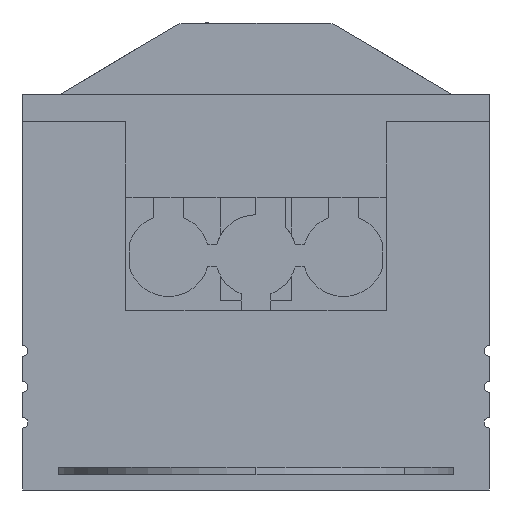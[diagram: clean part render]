
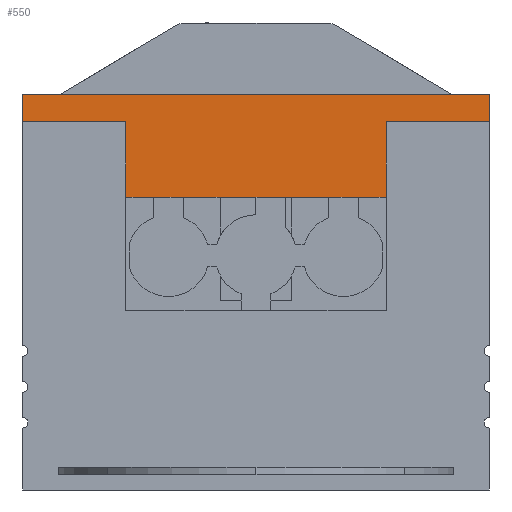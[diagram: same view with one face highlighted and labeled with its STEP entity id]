
A CAD part, left-side view. The second image highlights one B-rep face of the part: STEP entity #550.
In plain terms, the highlighted planar face has unit normal (-1, 0, 0).
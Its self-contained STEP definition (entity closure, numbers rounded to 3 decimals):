
#362 = DIRECTION ( 'NONE',  ( 0., -1., 0. ) ) ;
#497 = VECTOR ( 'NONE', #362, 1000. ) ;
#550 = ADVANCED_FACE ( 'NONE', ( #8280 ), #11012, .T. ) ;
#835 = VERTEX_POINT ( 'NONE', #1826 ) ;
#1080 = DIRECTION ( 'NONE',  ( 0., 0., 1. ) ) ;
#1112 = CARTESIAN_POINT ( 'NONE',  ( -126., 26., 41. ) ) ;
#1159 = ORIENTED_EDGE ( 'NONE', *, *, #6334, .F. ) ;
#1443 = VECTOR ( 'NONE', #7111, 1000. ) ;
#1600 = LINE ( 'NONE', #11330, #1443 ) ;
#1826 = CARTESIAN_POINT ( 'NONE',  ( -126., -14.5, 41. ) ) ;
#2010 = CARTESIAN_POINT ( 'NONE',  ( -126., -26., 0. ) ) ;
#2017 = CARTESIAN_POINT ( 'NONE',  ( -126., -14.5, 0. ) ) ;
#2120 = EDGE_CURVE ( 'NONE', #5434, #4634, #7728, .T. ) ;
#2135 = DIRECTION ( 'NONE',  ( -1., 0., 0. ) ) ;
#2282 = CARTESIAN_POINT ( 'NONE',  ( -126., 26., 0. ) ) ;
#2561 = CARTESIAN_POINT ( 'NONE',  ( -126., -14.5, 32.6 ) ) ;
#2718 = DIRECTION ( 'NONE',  ( 0., 0., -1. ) ) ;
#2726 = LINE ( 'NONE', #10978, #8996 ) ;
#3110 = ORIENTED_EDGE ( 'NONE', *, *, #10816, .F. ) ;
#3463 = VECTOR ( 'NONE', #2718, 1000. ) ;
#3867 = EDGE_CURVE ( 'NONE', #6488, #11252, #5757, .T. ) ;
#3966 = CARTESIAN_POINT ( 'NONE',  ( -126., -26., 44. ) ) ;
#4331 = ORIENTED_EDGE ( 'NONE', *, *, #3867, .T. ) ;
#4514 = ORIENTED_EDGE ( 'NONE', *, *, #10229, .T. ) ;
#4547 = EDGE_LOOP ( 'NONE', ( #9080, #7082, #1159, #3110, #11550, #6460, #4331, #4514 ) ) ;
#4634 = VERTEX_POINT ( 'NONE', #9182 ) ;
#4682 = CARTESIAN_POINT ( 'NONE',  ( -126., -26., 0. ) ) ;
#4696 = VECTOR ( 'NONE', #12732, 1000. ) ;
#4993 = DIRECTION ( 'NONE',  ( 0., -1., 0. ) ) ;
#5241 = EDGE_CURVE ( 'NONE', #835, #6953, #8428, .T. ) ;
#5434 = VERTEX_POINT ( 'NONE', #1112 ) ;
#5757 = LINE ( 'NONE', #10652, #4696 ) ;
#6334 = EDGE_CURVE ( 'NONE', #9640, #12970, #2726, .T. ) ;
#6460 = ORIENTED_EDGE ( 'NONE', *, *, #8398, .T. ) ;
#6488 = VERTEX_POINT ( 'NONE', #11557 ) ;
#6618 = CARTESIAN_POINT ( 'NONE',  ( -126., 26., 44. ) ) ;
#6651 = CARTESIAN_POINT ( 'NONE',  ( -126., -26., 41. ) ) ;
#6953 = VERTEX_POINT ( 'NONE', #6651 ) ;
#7082 = ORIENTED_EDGE ( 'NONE', *, *, #12822, .F. ) ;
#7111 = DIRECTION ( 'NONE',  ( 0., 0., -1. ) ) ;
#7728 = LINE ( 'NONE', #12455, #497 ) ;
#7935 = VECTOR ( 'NONE', #10622, 1000. ) ;
#8280 = FACE_OUTER_BOUND ( 'NONE', #4547, .T. ) ;
#8398 = EDGE_CURVE ( 'NONE', #4634, #6488, #1600, .T. ) ;
#8428 = LINE ( 'NONE', #11705, #7935 ) ;
#8673 = AXIS2_PLACEMENT_3D ( 'NONE', #2010, #2135, #9130 ) ;
#8996 = VECTOR ( 'NONE', #4993, 1000. ) ;
#9080 = ORIENTED_EDGE ( 'NONE', *, *, #5241, .T. ) ;
#9130 = DIRECTION ( 'NONE',  ( 0., 0., 1. ) ) ;
#9182 = CARTESIAN_POINT ( 'NONE',  ( -126., 14.5, 41. ) ) ;
#9282 = DIRECTION ( 'NONE',  ( 0., 0., 1. ) ) ;
#9329 = VECTOR ( 'NONE', #1080, 1000. ) ;
#9466 = LINE ( 'NONE', #2282, #11525 ) ;
#9557 = LINE ( 'NONE', #4682, #3463 ) ;
#9640 = VERTEX_POINT ( 'NONE', #6618 ) ;
#10229 = EDGE_CURVE ( 'NONE', #11252, #835, #12033, .T. ) ;
#10622 = DIRECTION ( 'NONE',  ( 0., -1., 0. ) ) ;
#10652 = CARTESIAN_POINT ( 'NONE',  ( -126., -26., 32.6 ) ) ;
#10816 = EDGE_CURVE ( 'NONE', #5434, #9640, #9466, .T. ) ;
#10978 = CARTESIAN_POINT ( 'NONE',  ( -126., 0., 44. ) ) ;
#11012 = PLANE ( 'NONE',  #8673 ) ;
#11252 = VERTEX_POINT ( 'NONE', #2561 ) ;
#11330 = CARTESIAN_POINT ( 'NONE',  ( -126., 14.5, 0. ) ) ;
#11525 = VECTOR ( 'NONE', #9282, 1000. ) ;
#11550 = ORIENTED_EDGE ( 'NONE', *, *, #2120, .T. ) ;
#11557 = CARTESIAN_POINT ( 'NONE',  ( -126., 14.5, 32.6 ) ) ;
#11705 = CARTESIAN_POINT ( 'NONE',  ( -126., -26., 41. ) ) ;
#12033 = LINE ( 'NONE', #2017, #9329 ) ;
#12455 = CARTESIAN_POINT ( 'NONE',  ( -126., -26., 41. ) ) ;
#12732 = DIRECTION ( 'NONE',  ( 0., -1., 0. ) ) ;
#12822 = EDGE_CURVE ( 'NONE', #12970, #6953, #9557, .T. ) ;
#12970 = VERTEX_POINT ( 'NONE', #3966 ) ;
